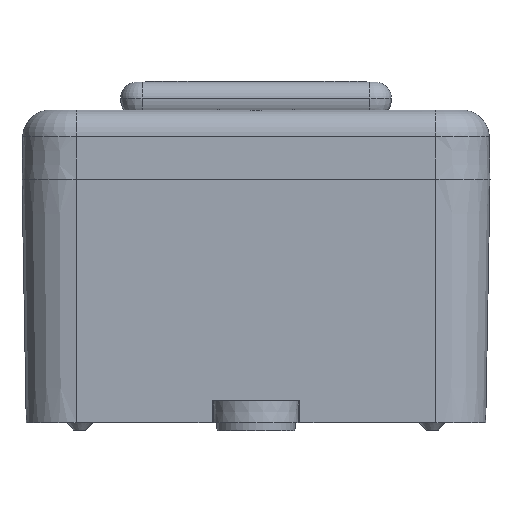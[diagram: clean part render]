
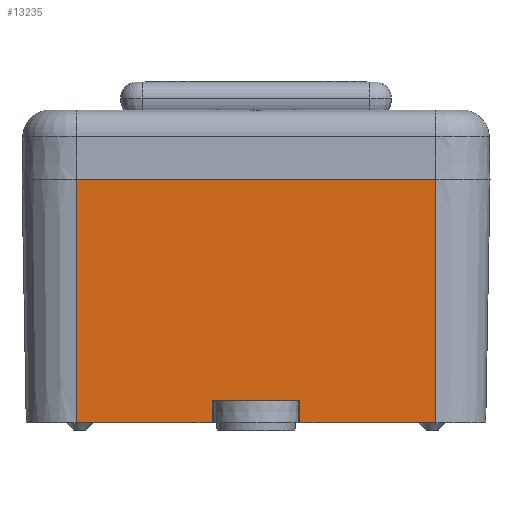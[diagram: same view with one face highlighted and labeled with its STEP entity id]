
A CAD part, left-side view. The second image highlights one B-rep face of the part: STEP entity #13235.
In plain terms, the highlighted planar face has unit normal (-1, 0, -0.018).
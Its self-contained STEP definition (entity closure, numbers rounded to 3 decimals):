
#95 = ORIENTED_EDGE ( 'NONE', *, *, #759, .T. ) ;
#391 = DIRECTION ( 'NONE',  ( -0.017, 0., 1. ) ) ;
#394 = CARTESIAN_POINT ( 'NONE',  ( -42.486, 8.072, -40.9 ) ) ;
#463 = EDGE_CURVE ( 'NONE', #14039, #557, #24148, .T. ) ;
#557 = VERTEX_POINT ( 'NONE', #18745 ) ;
#756 = ORIENTED_EDGE ( 'NONE', *, *, #12701, .T. ) ;
#759 = EDGE_CURVE ( 'NONE', #8153, #19794, #12434, .T. ) ;
#1682 = EDGE_CURVE ( 'NONE', #1774, #24146, #21384, .T. ) ;
#1774 = VERTEX_POINT ( 'NONE', #394 ) ;
#2079 = LINE ( 'NONE', #4330, #21886 ) ;
#2756 = VECTOR ( 'NONE', #22681, 1000. ) ;
#3402 = ORIENTED_EDGE ( 'NONE', *, *, #11187, .T. ) ;
#3798 = LINE ( 'NONE', #15348, #22696 ) ;
#3807 = CARTESIAN_POINT ( 'NONE',  ( -42.416, 33.2, -44.9 ) ) ;
#3942 = EDGE_CURVE ( 'NONE', #20851, #13263, #2079, .T. ) ;
#4330 = CARTESIAN_POINT ( 'NONE',  ( -42.416, 33.2, -44.9 ) ) ;
#4353 = LINE ( 'NONE', #13320, #14068 ) ;
#4433 = ORIENTED_EDGE ( 'NONE', *, *, #17354, .F. ) ;
#4685 = CARTESIAN_POINT ( 'NONE',  ( -43.2, 33.2, 0. ) ) ;
#5526 = CARTESIAN_POINT ( 'NONE',  ( -42.416, -33.2, -44.9 ) ) ;
#7034 = ORIENTED_EDGE ( 'NONE', *, *, #11383, .T. ) ;
#7154 = FACE_OUTER_BOUND ( 'NONE', #16811, .T. ) ;
#7577 = VECTOR ( 'NONE', #15821, 1000. ) ;
#7929 = DIRECTION ( 'NONE',  ( -0.017, -0.009, 1. ) ) ;
#8153 = VERTEX_POINT ( 'NONE', #22468 ) ;
#8287 = CARTESIAN_POINT ( 'NONE',  ( -43.206, -7.712, 0.357 ) ) ;
#8998 = VERTEX_POINT ( 'NONE', #18504 ) ;
#9159 = CARTESIAN_POINT ( 'NONE',  ( -42.486, 7.865, -40.9 ) ) ;
#9166 = DIRECTION ( 'NONE',  ( -1., 0., -0.017 ) ) ;
#9308 = CARTESIAN_POINT ( 'NONE',  ( -42.486, 33.2, -40.9 ) ) ;
#10335 = DIRECTION ( 'NONE',  ( 0.017, 0., -1. ) ) ;
#10592 = ORIENTED_EDGE ( 'NONE', *, *, #1682, .T. ) ;
#11187 = EDGE_CURVE ( 'NONE', #8998, #18528, #23021, .T. ) ;
#11383 = EDGE_CURVE ( 'NONE', #24146, #14039, #11947, .T. ) ;
#11947 = LINE ( 'NONE', #9308, #13063 ) ;
#12434 = LINE ( 'NONE', #17707, #22635 ) ;
#12701 = EDGE_CURVE ( 'NONE', #557, #20851, #16306, .T. ) ;
#12711 = CARTESIAN_POINT ( 'NONE',  ( -42.486, 33.2, -40.9 ) ) ;
#12936 = PLANE ( 'NONE',  #18827 ) ;
#13063 = VECTOR ( 'NONE', #14959, 1000. ) ;
#13098 = DIRECTION ( 'NONE',  ( 0., -1., 0. ) ) ;
#13235 = ADVANCED_FACE ( 'NONE', ( #7154 ), #12936, .T. ) ;
#13263 = VERTEX_POINT ( 'NONE', #5526 ) ;
#13320 = CARTESIAN_POINT ( 'NONE',  ( -43.2, -33.2, 0. ) ) ;
#13353 = DIRECTION ( 'NONE',  ( 0., -1., 0. ) ) ;
#13505 = CARTESIAN_POINT ( 'NONE',  ( -42.416, 8.106, -44.9 ) ) ;
#13613 = CARTESIAN_POINT ( 'NONE',  ( -42.486, -7.865, -40.9 ) ) ;
#14039 = VERTEX_POINT ( 'NONE', #13613 ) ;
#14068 = VECTOR ( 'NONE', #20990, 1000. ) ;
#14767 = EDGE_CURVE ( 'NONE', #13263, #8153, #4353, .T. ) ;
#14959 = DIRECTION ( 'NONE',  ( 0., -1., 0. ) ) ;
#15135 = CARTESIAN_POINT ( 'NONE',  ( -42.486, 33.2, -40.9 ) ) ;
#15303 = ORIENTED_EDGE ( 'NONE', *, *, #14767, .T. ) ;
#15344 = LINE ( 'NONE', #21129, #19351 ) ;
#15348 = CARTESIAN_POINT ( 'NONE',  ( -43.2, 33.2, 0. ) ) ;
#15509 = DIRECTION ( 'NONE',  ( 0., -1., 0. ) ) ;
#15821 = DIRECTION ( 'NONE',  ( 0.017, -0.009, -1. ) ) ;
#16257 = EDGE_CURVE ( 'NONE', #18528, #1774, #15344, .T. ) ;
#16306 = LINE ( 'NONE', #8287, #7577 ) ;
#16811 = EDGE_LOOP ( 'NONE', ( #10592, #7034, #18511, #756, #18825, #15303, #95, #4433, #3402, #17557 ) ) ;
#17354 = EDGE_CURVE ( 'NONE', #8998, #19794, #3798, .T. ) ;
#17557 = ORIENTED_EDGE ( 'NONE', *, *, #16257, .T. ) ;
#17707 = CARTESIAN_POINT ( 'NONE',  ( -43.2, -33.2, 0. ) ) ;
#18504 = CARTESIAN_POINT ( 'NONE',  ( -42.416, 33.2, -44.9 ) ) ;
#18511 = ORIENTED_EDGE ( 'NONE', *, *, #463, .T. ) ;
#18528 = VERTEX_POINT ( 'NONE', #13505 ) ;
#18712 = CARTESIAN_POINT ( 'NONE',  ( -43.2, 33.2, 0. ) ) ;
#18745 = CARTESIAN_POINT ( 'NONE',  ( -42.486, -8.072, -40.9 ) ) ;
#18825 = ORIENTED_EDGE ( 'NONE', *, *, #3942, .T. ) ;
#18827 = AXIS2_PLACEMENT_3D ( 'NONE', #18712, #9166, #10335 ) ;
#19351 = VECTOR ( 'NONE', #7929, 1000. ) ;
#19794 = VERTEX_POINT ( 'NONE', #4685 ) ;
#20108 = DIRECTION ( 'NONE',  ( 0., 1., 0. ) ) ;
#20851 = VERTEX_POINT ( 'NONE', #22259 ) ;
#20990 = DIRECTION ( 'NONE',  ( -0.017, 0., 1. ) ) ;
#21129 = CARTESIAN_POINT ( 'NONE',  ( -43.196, 7.717, -0.222 ) ) ;
#21384 = LINE ( 'NONE', #15135, #2756 ) ;
#21414 = VECTOR ( 'NONE', #13098, 1000. ) ;
#21492 = VECTOR ( 'NONE', #13353, 1000. ) ;
#21886 = VECTOR ( 'NONE', #15509, 1000. ) ;
#22259 = CARTESIAN_POINT ( 'NONE',  ( -42.416, -8.106, -44.9 ) ) ;
#22468 = CARTESIAN_POINT ( 'NONE',  ( -43.2, -33.2, 0. ) ) ;
#22635 = VECTOR ( 'NONE', #20108, 1000. ) ;
#22681 = DIRECTION ( 'NONE',  ( 0., -1., 0. ) ) ;
#22696 = VECTOR ( 'NONE', #391, 1000. ) ;
#23021 = LINE ( 'NONE', #3807, #21492 ) ;
#24146 = VERTEX_POINT ( 'NONE', #9159 ) ;
#24148 = LINE ( 'NONE', #12711, #21414 ) ;
